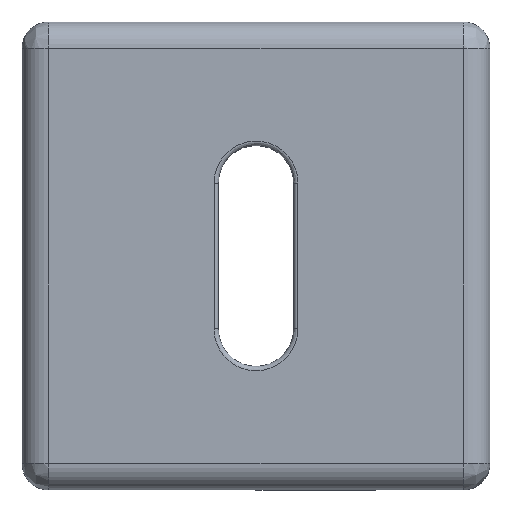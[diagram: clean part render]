
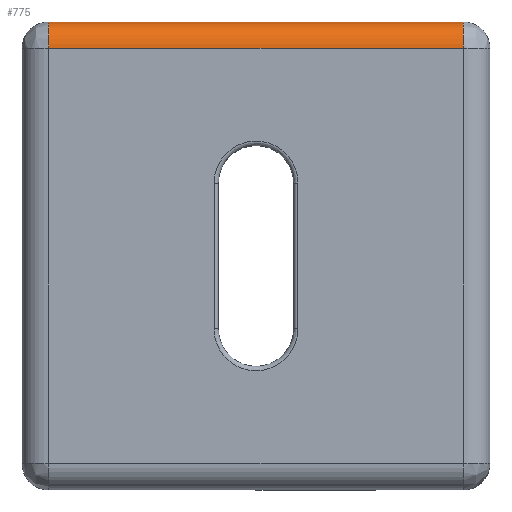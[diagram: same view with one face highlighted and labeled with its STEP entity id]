
A CAD part, top view. The second image highlights one B-rep face of the part: STEP entity #775.
In plain terms, the highlighted cylindrical face has radius 3 mm (diameter 6 mm), a partial arc.
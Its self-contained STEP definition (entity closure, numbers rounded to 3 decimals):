
#57 = LINE ( 'NONE', #1745, #1377 ) ;
#94 = ORIENTED_EDGE ( 'NONE', *, *, #6883, .F. ) ;
#189 = ORIENTED_EDGE ( 'NONE', *, *, #6717, .T. ) ;
#196 = AXIS2_PLACEMENT_3D ( 'NONE', #6609, #6628, #6595 ) ;
#262 = CARTESIAN_POINT ( 'NONE',  ( -23.5, 26.5, 0. ) ) ;
#277 = EDGE_CURVE ( 'NONE', #7037, #2949, #611, .T. ) ;
#428 = VECTOR ( 'NONE', #1355, 1000. ) ;
#611 = LINE ( 'NONE', #2665, #6826 ) ;
#775 = ADVANCED_FACE ( 'NONE', ( #2360 ), #1590, .T. ) ;
#803 = LINE ( 'NONE', #7405, #2816 ) ;
#863 = VERTEX_POINT ( 'NONE', #5026 ) ;
#1341 = EDGE_CURVE ( 'NONE', #5123, #5358, #57, .T. ) ;
#1355 = DIRECTION ( 'NONE',  ( -1., 0., 0. ) ) ;
#1377 = VECTOR ( 'NONE', #1735, 1000. ) ;
#1422 = ORIENTED_EDGE ( 'NONE', *, *, #1341, .F. ) ;
#1453 = CARTESIAN_POINT ( 'NONE',  ( 23.5, 26.5, 0. ) ) ;
#1544 = CARTESIAN_POINT ( 'NONE',  ( -23.5, 23.5, 3. ) ) ;
#1590 = CYLINDRICAL_SURFACE ( 'NONE', #6856, 3. ) ;
#1735 = DIRECTION ( 'NONE',  ( 1., 0., 0. ) ) ;
#1745 = CARTESIAN_POINT ( 'NONE',  ( 23.5, 26.5, 0. ) ) ;
#2360 = FACE_OUTER_BOUND ( 'NONE', #6935, .T. ) ;
#2529 = LINE ( 'NONE', #6593, #6921 ) ;
#2661 = DIRECTION ( 'NONE',  ( -1., 0., 0. ) ) ;
#2665 = CARTESIAN_POINT ( 'NONE',  ( 23.5, 23.5, 3. ) ) ;
#2816 = VECTOR ( 'NONE', #3246, 1000. ) ;
#2949 = VERTEX_POINT ( 'NONE', #1544 ) ;
#3142 = ORIENTED_EDGE ( 'NONE', *, *, #4989, .T. ) ;
#3166 = ORIENTED_EDGE ( 'NONE', *, *, #5083, .T. ) ;
#3246 = DIRECTION ( 'NONE',  ( -1., 0., 0. ) ) ;
#3514 = CARTESIAN_POINT ( 'NONE',  ( 14.646, 26.5, 0. ) ) ;
#4033 = CARTESIAN_POINT ( 'NONE',  ( 23.5, 26.5, 0. ) ) ;
#4168 = CIRCLE ( 'NONE', #196, 3. ) ;
#4344 = EDGE_CURVE ( 'NONE', #5186, #5358, #5798, .T. ) ;
#4619 = ORIENTED_EDGE ( 'NONE', *, *, #6077, .T. ) ;
#4648 = CIRCLE ( 'NONE', #7039, 3. ) ;
#4842 = VERTEX_POINT ( 'NONE', #5468 ) ;
#4853 = ORIENTED_EDGE ( 'NONE', *, *, #277, .F. ) ;
#4989 = EDGE_CURVE ( 'NONE', #7037, #5186, #4168, .T. ) ;
#5026 = CARTESIAN_POINT ( 'NONE',  ( -13.954, 26.5, 0. ) ) ;
#5083 = EDGE_CURVE ( 'NONE', #5123, #863, #6347, .T. ) ;
#5113 = CARTESIAN_POINT ( 'NONE',  ( 13.954, 26.5, 0. ) ) ;
#5123 = VERTEX_POINT ( 'NONE', #5113 ) ;
#5186 = VERTEX_POINT ( 'NONE', #4033 ) ;
#5261 = ORIENTED_EDGE ( 'NONE', *, *, #4344, .T. ) ;
#5358 = VERTEX_POINT ( 'NONE', #3514 ) ;
#5432 = DIRECTION ( 'NONE',  ( -1., 0., 0. ) ) ;
#5448 = CARTESIAN_POINT ( 'NONE',  ( 23.5, 26.5, 0. ) ) ;
#5468 = CARTESIAN_POINT ( 'NONE',  ( -14.646, 26.5, 0. ) ) ;
#5725 = CARTESIAN_POINT ( 'NONE',  ( 23.5, 23.5, 3. ) ) ;
#5736 = VERTEX_POINT ( 'NONE', #262 ) ;
#5798 = LINE ( 'NONE', #1453, #428 ) ;
#5832 = VECTOR ( 'NONE', #5432, 1000. ) ;
#5899 = DIRECTION ( 'NONE',  ( 1., 0., 0. ) ) ;
#5907 = CARTESIAN_POINT ( 'NONE',  ( 23.5, 23.5, 0. ) ) ;
#5918 = DIRECTION ( 'NONE',  ( 0., 1., 0. ) ) ;
#6077 = EDGE_CURVE ( 'NONE', #4842, #5736, #803, .T. ) ;
#6347 = LINE ( 'NONE', #5448, #5832 ) ;
#6531 = CARTESIAN_POINT ( 'NONE',  ( -23.5, 23.5, 0. ) ) ;
#6585 = DIRECTION ( 'NONE',  ( 1., 0., 0. ) ) ;
#6593 = CARTESIAN_POINT ( 'NONE',  ( 23.5, 26.5, 0. ) ) ;
#6595 = DIRECTION ( 'NONE',  ( 0., 1., 0. ) ) ;
#6609 = CARTESIAN_POINT ( 'NONE',  ( 23.5, 23.5, 0. ) ) ;
#6613 = DIRECTION ( 'NONE',  ( 0., 1., 0. ) ) ;
#6628 = DIRECTION ( 'NONE',  ( -1., 0., 0. ) ) ;
#6717 = EDGE_CURVE ( 'NONE', #5736, #2949, #4648, .T. ) ;
#6826 = VECTOR ( 'NONE', #2661, 1000. ) ;
#6856 = AXIS2_PLACEMENT_3D ( 'NONE', #5907, #5899, #5918 ) ;
#6883 = EDGE_CURVE ( 'NONE', #4842, #863, #2529, .T. ) ;
#6921 = VECTOR ( 'NONE', #7252, 1000. ) ;
#6935 = EDGE_LOOP ( 'NONE', ( #94, #4619, #189, #4853, #3142, #5261, #1422, #3166 ) ) ;
#7037 = VERTEX_POINT ( 'NONE', #5725 ) ;
#7039 = AXIS2_PLACEMENT_3D ( 'NONE', #6531, #6585, #6613 ) ;
#7252 = DIRECTION ( 'NONE',  ( 1., 0., 0. ) ) ;
#7405 = CARTESIAN_POINT ( 'NONE',  ( 23.5, 26.5, 0. ) ) ;
